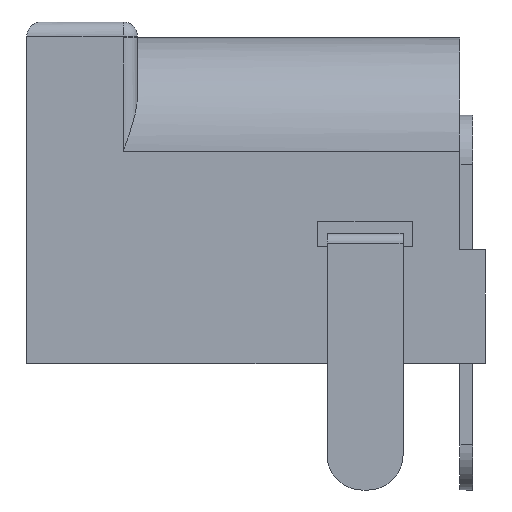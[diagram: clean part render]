
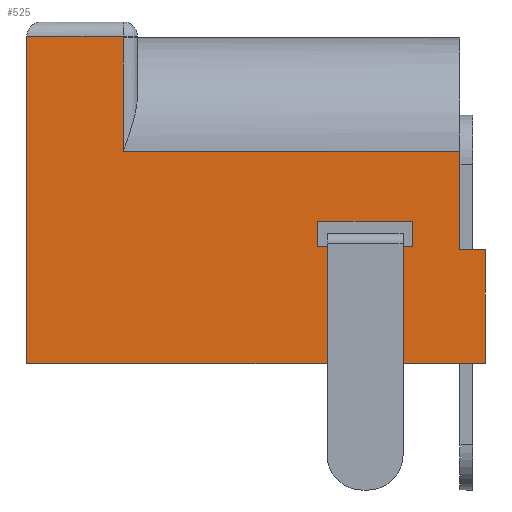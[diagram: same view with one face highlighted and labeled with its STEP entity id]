
A CAD part, front view. The second image highlights one B-rep face of the part: STEP entity #525.
In plain terms, the highlighted planar face has unit normal (0, -1, 0).
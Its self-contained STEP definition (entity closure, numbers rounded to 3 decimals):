
#128 = EDGE_CURVE('',#129,#131,#133,.T.);
#129 = VERTEX_POINT('',#130);
#130 = CARTESIAN_POINT('',(-9.2,0.5,-3.7));
#131 = VERTEX_POINT('',#132);
#132 = CARTESIAN_POINT('',(-9.2,0.5,6.65));
#133 = LINE('',#134,#135);
#134 = CARTESIAN_POINT('',(-9.2,0.5,-3.7));
#135 = VECTOR('',#136,1.);
#136 = DIRECTION('',(0.,0.,1.));
#205 = EDGE_CURVE('',#129,#206,#208,.T.);
#206 = VERTEX_POINT('',#207);
#207 = CARTESIAN_POINT('',(5.3,0.5,-3.7));
#208 = LINE('',#209,#210);
#209 = CARTESIAN_POINT('',(-9.2,0.5,-3.7));
#210 = VECTOR('',#211,1.);
#211 = DIRECTION('',(1.,0.,0.));
#469 = EDGE_CURVE('',#470,#472,#474,.T.);
#470 = VERTEX_POINT('',#471);
#471 = CARTESIAN_POINT('',(4.5,0.5,3.));
#472 = VERTEX_POINT('',#473);
#473 = CARTESIAN_POINT('',(4.5,0.5,-0.1));
#474 = LINE('',#475,#476);
#475 = CARTESIAN_POINT('',(4.5,0.5,-1.9));
#476 = VECTOR('',#477,1.);
#477 = DIRECTION('',(0.,0.,-1.));
#525 = ADVANCED_FACE('',(#526,#583),#617,.F.);
#526 = FACE_BOUND('',#527,.F.);
#527 = EDGE_LOOP('',(#528,#529,#537,#545,#553,#561,#567,#568,#576,#582)
  );
#528 = ORIENTED_EDGE('',*,*,#128,.T.);
#529 = ORIENTED_EDGE('',*,*,#530,.T.);
#530 = EDGE_CURVE('',#131,#531,#533,.T.);
#531 = VERTEX_POINT('',#532);
#532 = CARTESIAN_POINT('',(-6.15,0.5,6.65));
#533 = LINE('',#534,#535);
#534 = CARTESIAN_POINT('',(-9.2,0.5,6.65));
#535 = VECTOR('',#536,1.);
#536 = DIRECTION('',(1.,0.,0.));
#537 = ORIENTED_EDGE('',*,*,#538,.T.);
#538 = EDGE_CURVE('',#531,#539,#541,.T.);
#539 = VERTEX_POINT('',#540);
#540 = CARTESIAN_POINT('',(-6.15,0.5,6.6));
#541 = LINE('',#542,#543);
#542 = CARTESIAN_POINT('',(-6.15,0.5,6.65));
#543 = VECTOR('',#544,1.);
#544 = DIRECTION('',(0.,0.,-1.));
#545 = ORIENTED_EDGE('',*,*,#546,.T.);
#546 = EDGE_CURVE('',#539,#547,#549,.T.);
#547 = VERTEX_POINT('',#548);
#548 = CARTESIAN_POINT('',(-6.15,0.5,3.));
#549 = LINE('',#550,#551);
#550 = CARTESIAN_POINT('',(-6.15,0.5,6.6));
#551 = VECTOR('',#552,1.);
#552 = DIRECTION('',(0.,0.,-1.));
#553 = ORIENTED_EDGE('',*,*,#554,.F.);
#554 = EDGE_CURVE('',#555,#547,#557,.T.);
#555 = VERTEX_POINT('',#556);
#556 = CARTESIAN_POINT('',(-5.7,0.5,3.));
#557 = LINE('',#558,#559);
#558 = CARTESIAN_POINT('',(-5.7,0.5,3.));
#559 = VECTOR('',#560,1.);
#560 = DIRECTION('',(-1.,0.,0.));
#561 = ORIENTED_EDGE('',*,*,#562,.T.);
#562 = EDGE_CURVE('',#555,#470,#563,.T.);
#563 = LINE('',#564,#565);
#564 = CARTESIAN_POINT('',(-5.7,0.5,3.));
#565 = VECTOR('',#566,1.);
#566 = DIRECTION('',(1.,0.,0.));
#567 = ORIENTED_EDGE('',*,*,#469,.T.);
#568 = ORIENTED_EDGE('',*,*,#569,.T.);
#569 = EDGE_CURVE('',#472,#570,#572,.T.);
#570 = VERTEX_POINT('',#571);
#571 = CARTESIAN_POINT('',(5.3,0.5,-0.1));
#572 = LINE('',#573,#574);
#573 = CARTESIAN_POINT('',(-2.35,0.5,-0.1));
#574 = VECTOR('',#575,1.);
#575 = DIRECTION('',(1.,0.,0.));
#576 = ORIENTED_EDGE('',*,*,#577,.F.);
#577 = EDGE_CURVE('',#206,#570,#578,.T.);
#578 = LINE('',#579,#580);
#579 = CARTESIAN_POINT('',(5.3,0.5,-3.7));
#580 = VECTOR('',#581,1.);
#581 = DIRECTION('',(0.,0.,1.));
#582 = ORIENTED_EDGE('',*,*,#205,.F.);
#583 = FACE_BOUND('',#584,.F.);
#584 = EDGE_LOOP('',(#585,#595,#603,#611));
#585 = ORIENTED_EDGE('',*,*,#586,.F.);
#586 = EDGE_CURVE('',#587,#589,#591,.T.);
#587 = VERTEX_POINT('',#588);
#588 = CARTESIAN_POINT('',(0.,0.5,0.8));
#589 = VERTEX_POINT('',#590);
#590 = CARTESIAN_POINT('',(3.,0.5,0.8));
#591 = LINE('',#592,#593);
#592 = CARTESIAN_POINT('',(-4.6,0.5,0.8));
#593 = VECTOR('',#594,1.);
#594 = DIRECTION('',(1.,0.,0.));
#595 = ORIENTED_EDGE('',*,*,#596,.T.);
#596 = EDGE_CURVE('',#587,#597,#599,.T.);
#597 = VERTEX_POINT('',#598);
#598 = CARTESIAN_POINT('',(0.,0.5,0.));
#599 = LINE('',#600,#601);
#600 = CARTESIAN_POINT('',(0.,0.5,-1.85));
#601 = VECTOR('',#602,1.);
#602 = DIRECTION('',(0.,0.,-1.));
#603 = ORIENTED_EDGE('',*,*,#604,.T.);
#604 = EDGE_CURVE('',#597,#605,#607,.T.);
#605 = VERTEX_POINT('',#606);
#606 = CARTESIAN_POINT('',(3.,0.5,0.));
#607 = LINE('',#608,#609);
#608 = CARTESIAN_POINT('',(-4.6,0.5,0.));
#609 = VECTOR('',#610,1.);
#610 = DIRECTION('',(1.,0.,0.));
#611 = ORIENTED_EDGE('',*,*,#612,.F.);
#612 = EDGE_CURVE('',#589,#605,#613,.T.);
#613 = LINE('',#614,#615);
#614 = CARTESIAN_POINT('',(3.,0.5,-1.85));
#615 = VECTOR('',#616,1.);
#616 = DIRECTION('',(0.,0.,-1.));
#617 = PLANE('',#618);
#618 = AXIS2_PLACEMENT_3D('',#619,#620,#621);
#619 = CARTESIAN_POINT('',(-9.2,0.5,-3.7));
#620 = DIRECTION('',(0.,1.,0.));
#621 = DIRECTION('',(0.,0.,1.));
